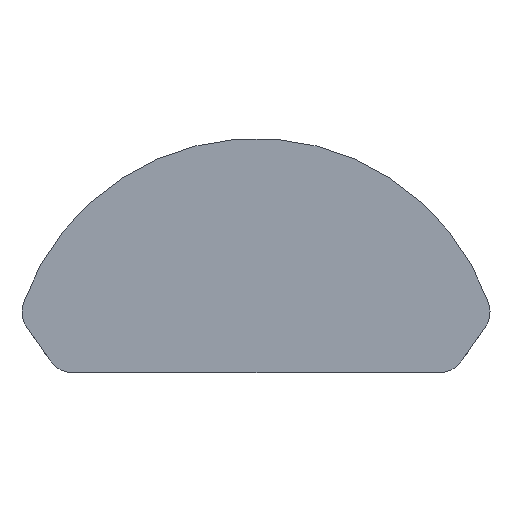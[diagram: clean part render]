
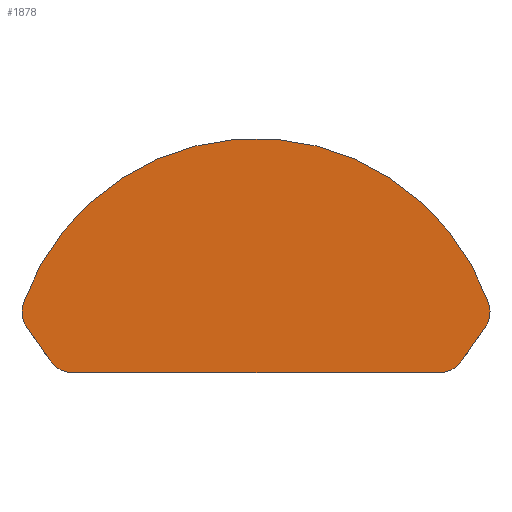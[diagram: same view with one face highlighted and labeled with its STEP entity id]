
A CAD part, front view. The second image highlights one B-rep face of the part: STEP entity #1878.
In plain terms, the highlighted planar face has unit normal (0, -1, 0).
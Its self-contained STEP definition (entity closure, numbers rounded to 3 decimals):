
#50 = CIRCLE ( 'NONE', #249, 4. ) ;
#72 = AXIS2_PLACEMENT_3D ( 'NONE', #1858, #745, #1705 ) ;
#80 = VERTEX_POINT ( 'NONE', #308 ) ;
#83 = AXIS2_PLACEMENT_3D ( 'NONE', #1932, #1002, #1023 ) ;
#120 = CARTESIAN_POINT ( 'NONE',  ( -28.679, 0., 40.958 ) ) ;
#129 = CARTESIAN_POINT ( 'NONE',  ( 29.998, 0., 49.816 ) ) ;
#137 = CARTESIAN_POINT ( 'NONE',  ( 29.873, 0., 42.663 ) ) ;
#205 = ORIENTED_EDGE ( 'NONE', *, *, #1101, .T. ) ;
#249 = AXIS2_PLACEMENT_3D ( 'NONE', #1019, #817, #1965 ) ;
#256 = EDGE_LOOP ( 'NONE', ( #1955, #1163, #1539, #205, #439, #2082, #2296, #2351 ) ) ;
#273 = CARTESIAN_POINT ( 'NONE',  ( 28.679, 0., 40.958 ) ) ;
#308 = CARTESIAN_POINT ( 'NONE',  ( -33.275, 0., 47.521 ) ) ;
#439 = ORIENTED_EDGE ( 'NONE', *, *, #1770, .T. ) ;
#499 = DIRECTION ( 'NONE',  ( 0., 1., 0. ) ) ;
#500 = LINE ( 'NONE', #120, #1190 ) ;
#501 = VERTEX_POINT ( 'NONE', #759 ) ;
#510 = CARTESIAN_POINT ( 'NONE',  ( 0., 0., 0. ) ) ;
#639 = DIRECTION ( 'NONE',  ( 0., -1., 0. ) ) ;
#670 = VERTEX_POINT ( 'NONE', #137 ) ;
#715 = CARTESIAN_POINT ( 'NONE',  ( -33.767, 0., 51.156 ) ) ;
#745 = DIRECTION ( 'NONE',  ( 0., 1., 0. ) ) ;
#759 = CARTESIAN_POINT ( 'NONE',  ( 33.767, 0., 51.156 ) ) ;
#817 = DIRECTION ( 'NONE',  ( 0., -1., 0. ) ) ;
#849 = DIRECTION ( 'NONE',  ( 0., 0., 1. ) ) ;
#1002 = DIRECTION ( 'NONE',  ( 0., -1., 0. ) ) ;
#1019 = CARTESIAN_POINT ( 'NONE',  ( -26.597, 0., 44.958 ) ) ;
#1023 = DIRECTION ( 'NONE',  ( 0., 0., 1. ) ) ;
#1038 = CIRCLE ( 'NONE', #1487, 4. ) ;
#1088 = CARTESIAN_POINT ( 'NONE',  ( 26.597, 0., 40.958 ) ) ;
#1101 = EDGE_CURVE ( 'NONE', #1572, #2099, #50, .T. ) ;
#1155 = DIRECTION ( 'NONE',  ( 0., 0., 1. ) ) ;
#1163 = ORIENTED_EDGE ( 'NONE', *, *, #1821, .T. ) ;
#1186 = CARTESIAN_POINT ( 'NONE',  ( -29.873, 0., 42.663 ) ) ;
#1190 = VECTOR ( 'NONE', #2011, 1000. ) ;
#1197 = VERTEX_POINT ( 'NONE', #1088 ) ;
#1219 = LINE ( 'NONE', #273, #1700 ) ;
#1291 = VERTEX_POINT ( 'NONE', #715 ) ;
#1292 = CARTESIAN_POINT ( 'NONE',  ( -26.597, 0., 40.958 ) ) ;
#1367 = CARTESIAN_POINT ( 'NONE',  ( -28.679, 0., 40.958 ) ) ;
#1487 = AXIS2_PLACEMENT_3D ( 'NONE', #2344, #639, #1155 ) ;
#1539 = ORIENTED_EDGE ( 'NONE', *, *, #1665, .F. ) ;
#1572 = VERTEX_POINT ( 'NONE', #1186 ) ;
#1665 = EDGE_CURVE ( 'NONE', #1572, #80, #500, .T. ) ;
#1687 = CIRCLE ( 'NONE', #2128, 4. ) ;
#1700 = VECTOR ( 'NONE', #2412, 1000. ) ;
#1705 = DIRECTION ( 'NONE',  ( 0., 0., -1. ) ) ;
#1732 = LINE ( 'NONE', #1367, #1996 ) ;
#1770 = EDGE_CURVE ( 'NONE', #2099, #1197, #1732, .T. ) ;
#1805 = VERTEX_POINT ( 'NONE', #1947 ) ;
#1821 = EDGE_CURVE ( 'NONE', #1291, #80, #2434, .T. ) ;
#1852 = EDGE_CURVE ( 'NONE', #1197, #670, #1038, .T. ) ;
#1858 = CARTESIAN_POINT ( 'NONE',  ( 0., 0., 39.149 ) ) ;
#1878 = ADVANCED_FACE ( 'NONE', ( #2358 ), #2207, .F. ) ;
#1908 = EDGE_CURVE ( 'NONE', #1805, #501, #1687, .T. ) ;
#1932 = CARTESIAN_POINT ( 'NONE',  ( -29.998, 0., 49.816 ) ) ;
#1947 = CARTESIAN_POINT ( 'NONE',  ( 33.275, 0., 47.521 ) ) ;
#1955 = ORIENTED_EDGE ( 'NONE', *, *, #2019, .F. ) ;
#1965 = DIRECTION ( 'NONE',  ( 0., 0., 1. ) ) ;
#1970 = DIRECTION ( 'NONE',  ( 1., 0., 0. ) ) ;
#1996 = VECTOR ( 'NONE', #1970, 1000. ) ;
#2011 = DIRECTION ( 'NONE',  ( -0.574, 0., 0.819 ) ) ;
#2019 = EDGE_CURVE ( 'NONE', #1291, #501, #2456, .T. ) ;
#2082 = ORIENTED_EDGE ( 'NONE', *, *, #1852, .T. ) ;
#2099 = VERTEX_POINT ( 'NONE', #1292 ) ;
#2128 = AXIS2_PLACEMENT_3D ( 'NONE', #129, #2217, #849 ) ;
#2207 = PLANE ( 'NONE',  #2447 ) ;
#2217 = DIRECTION ( 'NONE',  ( 0., -1., 0. ) ) ;
#2296 = ORIENTED_EDGE ( 'NONE', *, *, #2405, .F. ) ;
#2344 = CARTESIAN_POINT ( 'NONE',  ( 26.597, 0., 44.958 ) ) ;
#2351 = ORIENTED_EDGE ( 'NONE', *, *, #1908, .T. ) ;
#2358 = FACE_OUTER_BOUND ( 'NONE', #256, .T. ) ;
#2401 = DIRECTION ( 'NONE',  ( 0., 0., 1. ) ) ;
#2405 = EDGE_CURVE ( 'NONE', #1805, #670, #1219, .T. ) ;
#2412 = DIRECTION ( 'NONE',  ( -0.574, 0., -0.819 ) ) ;
#2434 = CIRCLE ( 'NONE', #83, 4. ) ;
#2447 = AXIS2_PLACEMENT_3D ( 'NONE', #510, #499, #2401 ) ;
#2456 = CIRCLE ( 'NONE', #72, 35.838 ) ;
